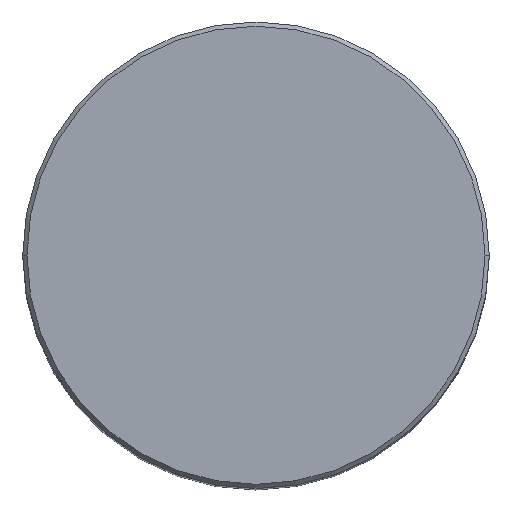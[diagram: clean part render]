
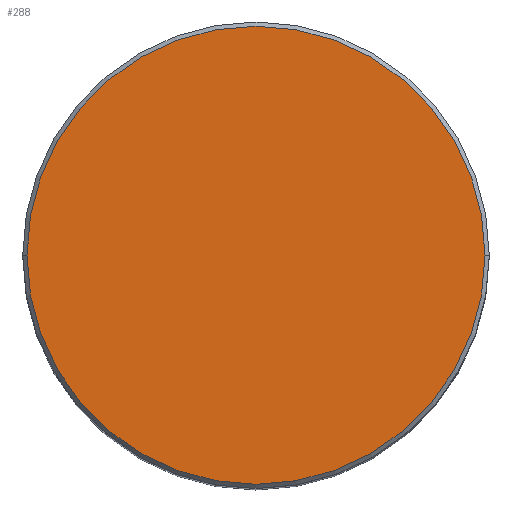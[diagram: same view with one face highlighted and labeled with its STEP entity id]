
A CAD part, top view. The second image highlights one B-rep face of the part: STEP entity #288.
In plain terms, the highlighted planar face has unit normal (0, 0, 1).
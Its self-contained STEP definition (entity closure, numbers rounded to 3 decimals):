
#24 = AXIS2_PLACEMENT_3D ( 'NONE', #504, #108, #60 ) ;
#26 = CARTESIAN_POINT ( 'NONE',  ( 27., 0., 0. ) ) ;
#60 = DIRECTION ( 'NONE',  ( 1., 0., 0. ) ) ;
#80 = CIRCLE ( 'NONE', #342, 27. ) ;
#97 = FACE_OUTER_BOUND ( 'NONE', #515, .T. ) ;
#101 = PLANE ( 'NONE',  #109 ) ;
#108 = DIRECTION ( 'NONE',  ( 0., 0., 1. ) ) ;
#109 = AXIS2_PLACEMENT_3D ( 'NONE', #305, #483, #143 ) ;
#117 = DIRECTION ( 'NONE',  ( 0., 0., 1. ) ) ;
#142 = VERTEX_POINT ( 'NONE', #26 ) ;
#143 = DIRECTION ( 'NONE',  ( 1., 0., 0. ) ) ;
#151 = EDGE_CURVE ( 'NONE', #142, #252, #239, .T. ) ;
#208 = EDGE_CURVE ( 'NONE', #252, #142, #80, .T. ) ;
#239 = CIRCLE ( 'NONE', #24, 27. ) ;
#252 = VERTEX_POINT ( 'NONE', #436 ) ;
#288 = ADVANCED_FACE ( 'NONE', ( #97 ), #101, .T. ) ;
#289 = DIRECTION ( 'NONE',  ( 1., 0., 0. ) ) ;
#305 = CARTESIAN_POINT ( 'NONE',  ( 0., 0., 0. ) ) ;
#342 = AXIS2_PLACEMENT_3D ( 'NONE', #420, #117, #289 ) ;
#355 = ORIENTED_EDGE ( 'NONE', *, *, #208, .T. ) ;
#420 = CARTESIAN_POINT ( 'NONE',  ( 0., 0., 0. ) ) ;
#436 = CARTESIAN_POINT ( 'NONE',  ( -27., 0., 0. ) ) ;
#451 = ORIENTED_EDGE ( 'NONE', *, *, #151, .T. ) ;
#483 = DIRECTION ( 'NONE',  ( 0., 0., 1. ) ) ;
#504 = CARTESIAN_POINT ( 'NONE',  ( 0., 0., 0. ) ) ;
#515 = EDGE_LOOP ( 'NONE', ( #355, #451 ) ) ;
